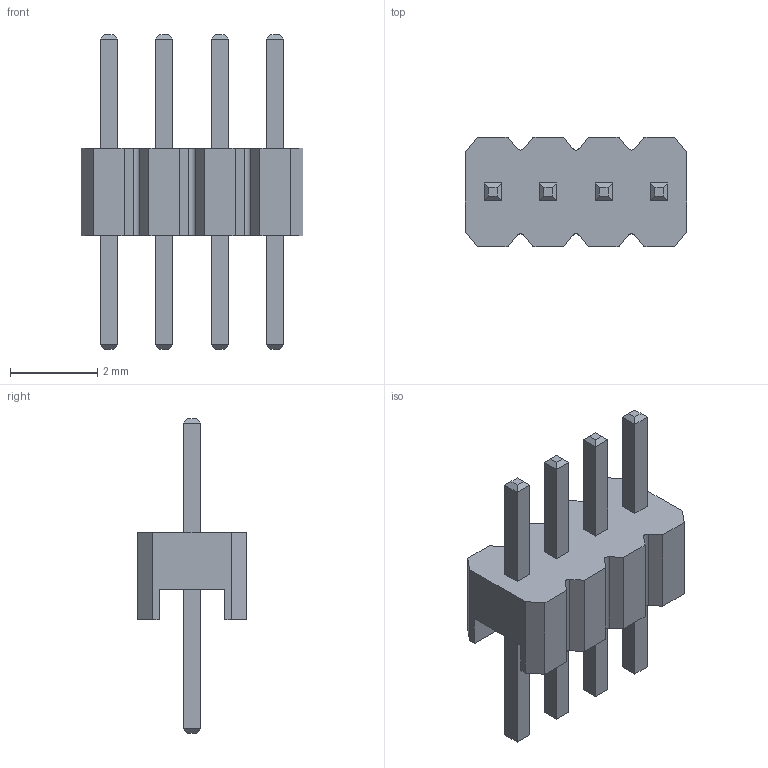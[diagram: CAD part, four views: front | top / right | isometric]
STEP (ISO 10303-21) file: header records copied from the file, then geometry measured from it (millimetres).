
FILE_DESCRIPTION(('FreeCAD Model'),'2;1');
FILE_NAME('DS1031-01-1x4P8BV3-1.step','2021-03-16T17:53:46',( 'Author'),(''),'Open CASCADE STEP processor 7.4','FreeCAD','Unknown' );
FILE_SCHEMA(('AUTOMOTIVE_DESIGN { 1 0 10303 214 1 1 1 1 }'));
Length unit declared in the file: millimetre
Products named in the file (6): DS1031-01-1*4P8BV3-1; HousingBody; Pin1Body; Pin2Body; Pin3Body; Pin4Body
Assembly tree (5 placements, depth 2):
  DS1031-01-1*4P8BV3-1
    HousingBody
    Pin1Body
    Pin2Body
    Pin3Body
    Pin4Body
Bounding box: 5.08 x 2.5 x 7.2 mm (x, y, z)
Volume: 22.1 mm3; surface area: 113.9 mm2
Topology: 5 solids, 5 shells, 126 faces, 300 edges, 184 vertices
Faces by surface type: plane 120, cylinder 6
Entity records: 7609 total; most frequent: CARTESIAN_POINT 1288, DIRECTION 1164, LINE 876, VECTOR 876, ORIENTED_EDGE 600, PCURVE 600, DEFINITIONAL_REPRESENTATION 600, EDGE_CURVE 300
